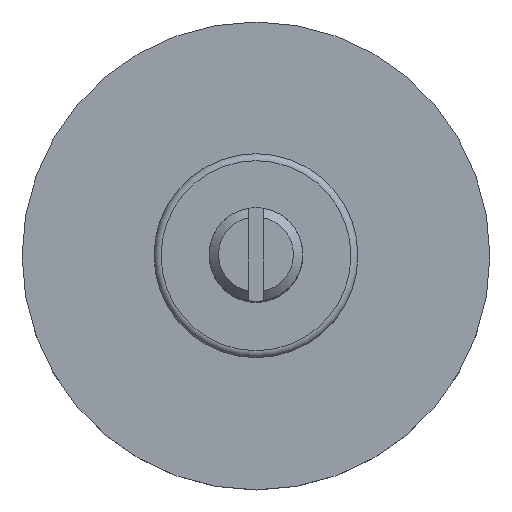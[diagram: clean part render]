
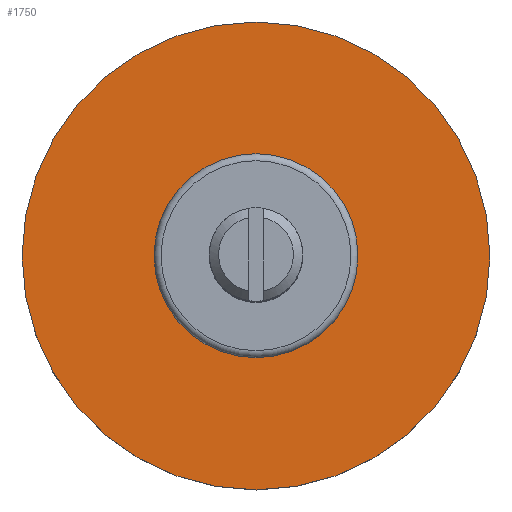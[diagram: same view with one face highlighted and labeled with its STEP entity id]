
A CAD part, top view. The second image highlights one B-rep face of the part: STEP entity #1750.
In plain terms, the highlighted planar face has unit normal (0, 0, 1).
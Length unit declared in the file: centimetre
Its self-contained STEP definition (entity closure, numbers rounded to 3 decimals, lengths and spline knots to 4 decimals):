
#287=FACE_OUTER_BOUND('',#424,.T.);
#424=EDGE_LOOP('',(#1461));
#560=CIRCLE('',#2233,25.);
#704=VERTEX_POINT('',#3421);
#963=EDGE_CURVE('',#704,#704,#560,.T.);
#1461=ORIENTED_EDGE('',*,*,#963,.T.);
#1637=PLANE('',#2235);
#1750=ADVANCED_FACE('',(#287),#1637,.T.);
#2233=AXIS2_PLACEMENT_3D('',#3422,#2809,#2810);
#2235=AXIS2_PLACEMENT_3D('',#3426,#2814,#2815);
#2809=DIRECTION('center_axis',(0.,0.,1.));
#2810=DIRECTION('ref_axis',(-1.,0.,0.));
#2814=DIRECTION('center_axis',(0.,0.,1.));
#2815=DIRECTION('ref_axis',(1.,0.,0.));
#3421=CARTESIAN_POINT('',(25.,0.,8.));
#3422=CARTESIAN_POINT('Origin',(0.,0.,
8.));
#3426=CARTESIAN_POINT('Origin',(0.,0.,
8.));
